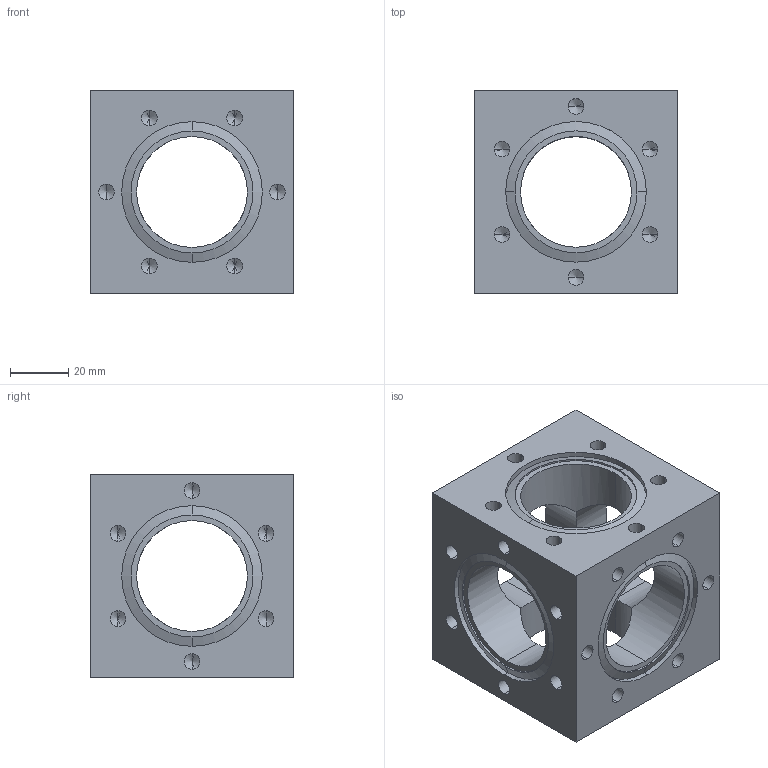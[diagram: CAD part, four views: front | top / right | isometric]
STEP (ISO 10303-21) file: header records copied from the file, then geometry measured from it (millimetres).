
FILE_DESCRIPTION (( 'STEP AP214' ), '1' );
FILE_NAME ('408001.STEP', '2024-02-01T16:14:33', ( '' ), ( '' ), 'SwSTEP 2.0', 'SolidWorks 2022', '' );
FILE_SCHEMA (( 'AUTOMOTIVE_DESIGN' ));
Length unit declared in the file: inch
Products named in the file (1): 408001
Bounding box: 69.85 x 69.85 x 69.85 mm (x, y, z)
Volume: 163953 mm3; surface area: 44453.1 mm2
Topology: 1 solids, 1 shells, 204 faces, 500 edges, 264 vertices
Faces by surface type: cylinder 108, cone 84, plane 12
Entity records: 6440 total; most frequent: DIRECTION 1022, CARTESIAN_POINT 957, ORIENTED_EDGE 856, EDGE_CURVE 428, AXIS2_PLACEMENT_3D 409, VERTEX_POINT 264, EDGE_LOOP 252, FACE_OUTER_BOUND 204
